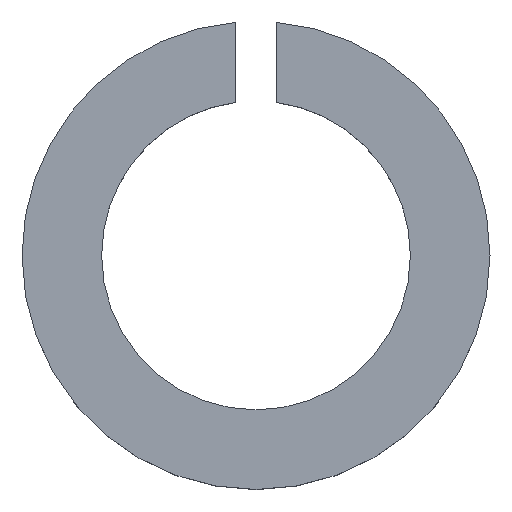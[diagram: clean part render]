
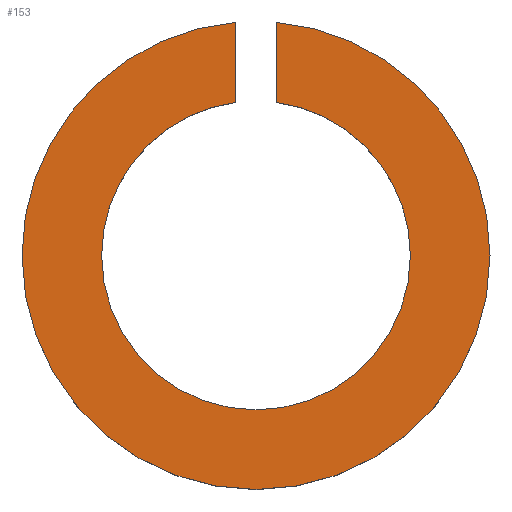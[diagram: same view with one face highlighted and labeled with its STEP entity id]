
A CAD part, top view. The second image highlights one B-rep face of the part: STEP entity #153.
In plain terms, the highlighted planar face has unit normal (0, 0, 1).
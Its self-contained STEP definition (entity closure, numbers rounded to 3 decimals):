
#2 = VERTEX_POINT ( 'NONE', #162 ) ;
#17 = CARTESIAN_POINT ( 'NONE',  ( 0., 0., 2.1 ) ) ;
#19 = VERTEX_POINT ( 'NONE', #31 ) ;
#24 = VERTEX_POINT ( 'NONE', #281 ) ;
#25 = AXIS2_PLACEMENT_3D ( 'NONE', #149, #344, #171 ) ;
#27 = AXIS2_PLACEMENT_3D ( 'NONE', #17, #197, #47 ) ;
#28 = VERTEX_POINT ( 'NONE', #250 ) ;
#31 = CARTESIAN_POINT ( 'NONE',  ( 0.525, 6.116, 2.1 ) ) ;
#47 = DIRECTION ( 'NONE',  ( 1., 0., 0. ) ) ;
#51 = CIRCLE ( 'NONE', #25, 4.05 ) ;
#58 = CIRCLE ( 'NONE', #27, 4.05 ) ;
#73 = VERTEX_POINT ( 'NONE', #219 ) ;
#74 = CARTESIAN_POINT ( 'NONE',  ( -0.525, 6.116, 2.1 ) ) ;
#78 = CIRCLE ( 'NONE', #107, 6.138 ) ;
#84 = AXIS2_PLACEMENT_3D ( 'NONE', #143, #327, #163 ) ;
#89 = DIRECTION ( 'NONE',  ( 0., 0., 1. ) ) ;
#92 = ORIENTED_EDGE ( 'NONE', *, *, #257, .T. ) ;
#93 = DIRECTION ( 'NONE',  ( 0., 0., -1. ) ) ;
#95 = ORIENTED_EDGE ( 'NONE', *, *, #321, .T. ) ;
#100 = CARTESIAN_POINT ( 'NONE',  ( 0.525, 4.016, 2.1 ) ) ;
#107 = AXIS2_PLACEMENT_3D ( 'NONE', #238, #89, #274 ) ;
#110 = CARTESIAN_POINT ( 'NONE',  ( 0., 0., 2.1 ) ) ;
#119 = VECTOR ( 'NONE', #283, 1000. ) ;
#120 = VERTEX_POINT ( 'NONE', #74 ) ;
#124 = ORIENTED_EDGE ( 'NONE', *, *, #207, .T. ) ;
#127 = CIRCLE ( 'NONE', #84, 6.138 ) ;
#128 = CIRCLE ( 'NONE', #154, 4.05 ) ;
#138 = DIRECTION ( 'NONE',  ( 1., 0., 0. ) ) ;
#142 = AXIS2_PLACEMENT_3D ( 'NONE', #110, #293, #138 ) ;
#143 = CARTESIAN_POINT ( 'NONE',  ( 0., 0., 2.1 ) ) ;
#149 = CARTESIAN_POINT ( 'NONE',  ( 0., 0., 2.1 ) ) ;
#152 = CARTESIAN_POINT ( 'NONE',  ( -0.525, 6.116, 2.1 ) ) ;
#153 = ADVANCED_FACE ( 'Gface3', ( #182 ), #215, .T. ) ;
#154 = AXIS2_PLACEMENT_3D ( 'NONE', #262, #93, #158 ) ;
#155 = ORIENTED_EDGE ( 'NONE', *, *, #340, .T. ) ;
#158 = DIRECTION ( 'NONE',  ( 1., 0., 0. ) ) ;
#159 = AXIS2_PLACEMENT_3D ( 'NONE', #258, #222, #313 ) ;
#162 = CARTESIAN_POINT ( 'NONE',  ( 6.138, 0., 2.1 ) ) ;
#163 = DIRECTION ( 'NONE',  ( 1., 0., 0. ) ) ;
#170 = VERTEX_POINT ( 'NONE', #100 ) ;
#171 = DIRECTION ( 'NONE',  ( 1., 0., 0. ) ) ;
#182 = FACE_OUTER_BOUND ( 'NONE', #260, .T. ) ;
#187 = VECTOR ( 'NONE', #284, 1000. ) ;
#193 = ORIENTED_EDGE ( 'NONE', *, *, #279, .T. ) ;
#197 = DIRECTION ( 'NONE',  ( 0., 0., -1. ) ) ;
#202 = EDGE_CURVE ( 'NONE', #24, #120, #334, .T. ) ;
#207 = EDGE_CURVE ( 'Gline3', #73, #28, #128, .T. ) ;
#211 = ORIENTED_EDGE ( 'NONE', *, *, #332, .T. ) ;
#215 = PLANE ( 'NONE',  #159 ) ;
#219 = CARTESIAN_POINT ( 'NONE',  ( 4.05, 0., 2.1 ) ) ;
#222 = DIRECTION ( 'NONE',  ( 0., 0., 1. ) ) ;
#230 = EDGE_CURVE ( 'NONE', #2, #19, #242, .T. ) ;
#238 = CARTESIAN_POINT ( 'NONE',  ( 0., 0., 2.1 ) ) ;
#242 = CIRCLE ( 'NONE', #142, 6.138 ) ;
#248 = CARTESIAN_POINT ( 'NONE',  ( 0.525, 6.116, 2.1 ) ) ;
#250 = CARTESIAN_POINT ( 'NONE',  ( -4.05, 0., 2.1 ) ) ;
#257 = EDGE_CURVE ( 'NONE', #120, #308, #78, .T. ) ;
#258 = CARTESIAN_POINT ( 'NONE',  ( 0., 0., 2.1 ) ) ;
#260 = EDGE_LOOP ( 'NONE', ( #92, #193, #315, #95, #211, #124, #155, #297 ) ) ;
#262 = CARTESIAN_POINT ( 'NONE',  ( 0., 0., 2.1 ) ) ;
#265 = LINE ( 'NONE', #248, #187 ) ;
#274 = DIRECTION ( 'NONE',  ( 1., 0., 0. ) ) ;
#279 = EDGE_CURVE ( 'NONE', #308, #2, #127, .T. ) ;
#281 = CARTESIAN_POINT ( 'NONE',  ( -0.525, 4.016, 2.1 ) ) ;
#283 = DIRECTION ( 'NONE',  ( 0., 1., 0. ) ) ;
#284 = DIRECTION ( 'NONE',  ( 0., -1., 0. ) ) ;
#293 = DIRECTION ( 'NONE',  ( 0., 0., 1. ) ) ;
#297 = ORIENTED_EDGE ( 'NONE', *, *, #202, .T. ) ;
#308 = VERTEX_POINT ( 'NONE', #324 ) ;
#313 = DIRECTION ( 'NONE',  ( 1., 0., 0. ) ) ;
#315 = ORIENTED_EDGE ( 'NONE', *, *, #230, .T. ) ;
#321 = EDGE_CURVE ( 'NONE', #19, #170, #265, .T. ) ;
#324 = CARTESIAN_POINT ( 'NONE',  ( -6.138, 0., 2.1 ) ) ;
#327 = DIRECTION ( 'NONE',  ( 0., 0., 1. ) ) ;
#332 = EDGE_CURVE ( 'Gline3', #170, #73, #58, .T. ) ;
#334 = LINE ( 'NONE', #152, #119 ) ;
#340 = EDGE_CURVE ( 'Gline3', #28, #24, #51, .T. ) ;
#344 = DIRECTION ( 'NONE',  ( 0., 0., -1. ) ) ;
